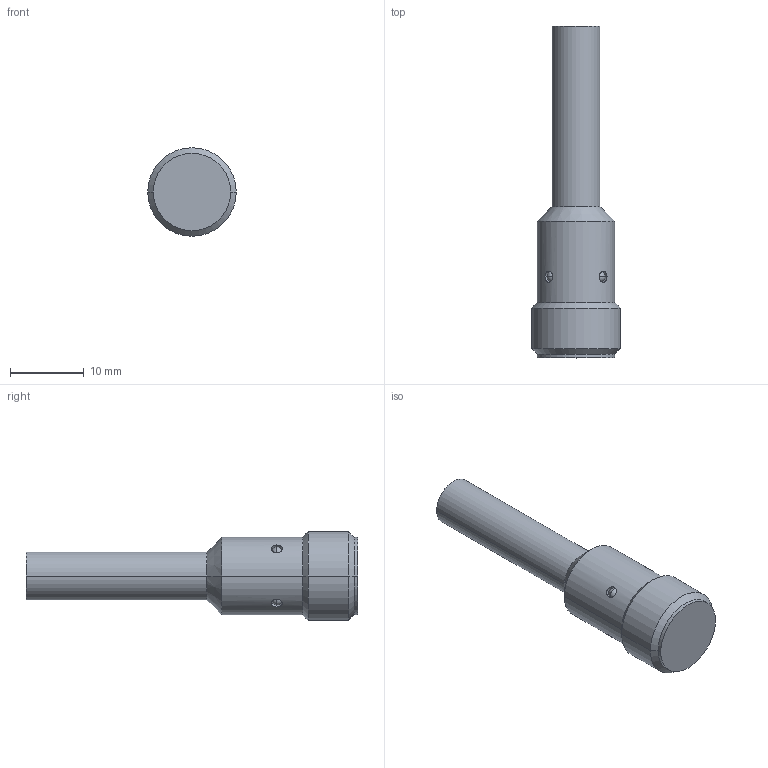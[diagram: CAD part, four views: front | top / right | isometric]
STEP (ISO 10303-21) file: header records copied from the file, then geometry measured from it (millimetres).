
FILE_DESCRIPTION(('STEP AP203'),'1');
FILE_NAME(' ',' ',('TraceParts'),('TraceParts S.A.'),'XStep 1.0',' ',' ');
FILE_SCHEMA(('CONFIG_CONTROL_DESIGN'));
Length unit declared in the file: millimetre
Products named in the file (1): 1
Bounding box: 12 x 45 x 12 mm (x, y, z)
Volume: 2694 mm3; surface area: 1377.9 mm2
Topology: 1 solids, 1 shells, 32 faces, 70 edges, 36 vertices
Faces by surface type: cylinder 16, sphere 8, cone 6, plane 2
Entity records: 974 total; most frequent: CARTESIAN_POINT 267, DIRECTION 152, ORIENTED_EDGE 124, AXIS2_PLACEMENT_3D 65, EDGE_CURVE 62, EDGE_LOOP 36, VERTEX_POINT 36, ADVANCED_FACE 32
